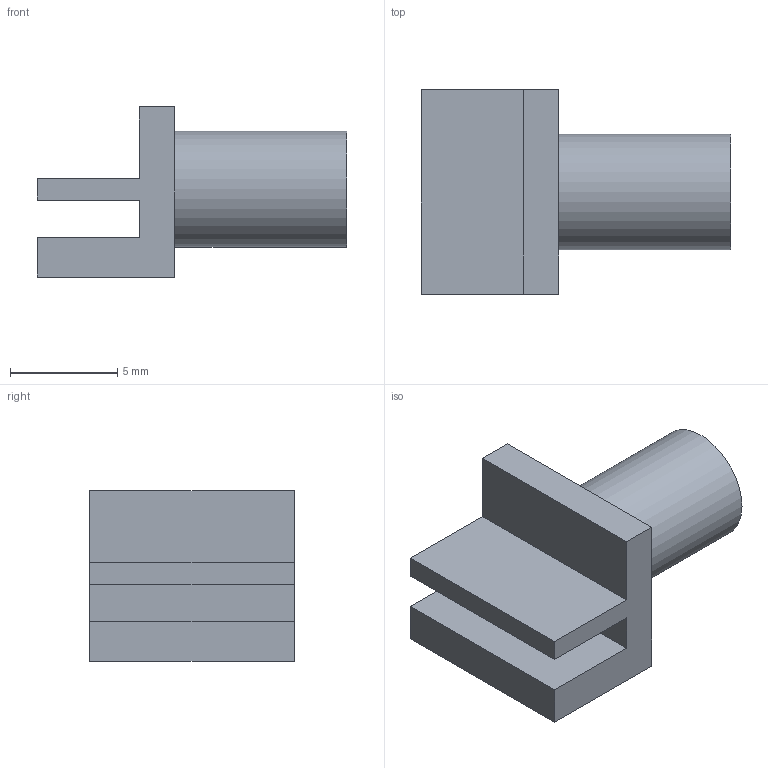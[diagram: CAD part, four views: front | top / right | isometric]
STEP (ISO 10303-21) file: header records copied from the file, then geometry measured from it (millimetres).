
FILE_DESCRIPTION(('FreeCAD Model'),'2;1');
FILE_NAME('sma.stp', '2015-06-29T00:18:37',('Author'),(''), 'Open CASCADE STEP processor 6.8','FreeCAD','Unknown');
FILE_SCHEMA(('AUTOMOTIVE_DESIGN_CC2 { 1 2 10303 214 -1 1 5 4 }'));
Length unit declared in the file: millimetre
Products named in the file (2): Pad; Pad001
Bounding box: 14.4 x 9.52 x 7.92 mm (x, y, z)
Volume: 437.4 mm3; surface area: 598 mm2
Topology: 2 solids, 2 shells, 15 faces, 33 edges, 22 vertices
Faces by surface type: plane 14, cylinder 1
Full cylindrical faces by diameter (mm): 5.4 x1
Entity records: 883 total; most frequent: CARTESIAN_POINT 149, DIRECTION 131, LINE 95, VECTOR 95, ORIENTED_EDGE 66, PCURVE 66, DEFINITIONAL_REPRESENTATION 66, EDGE_CURVE 33
